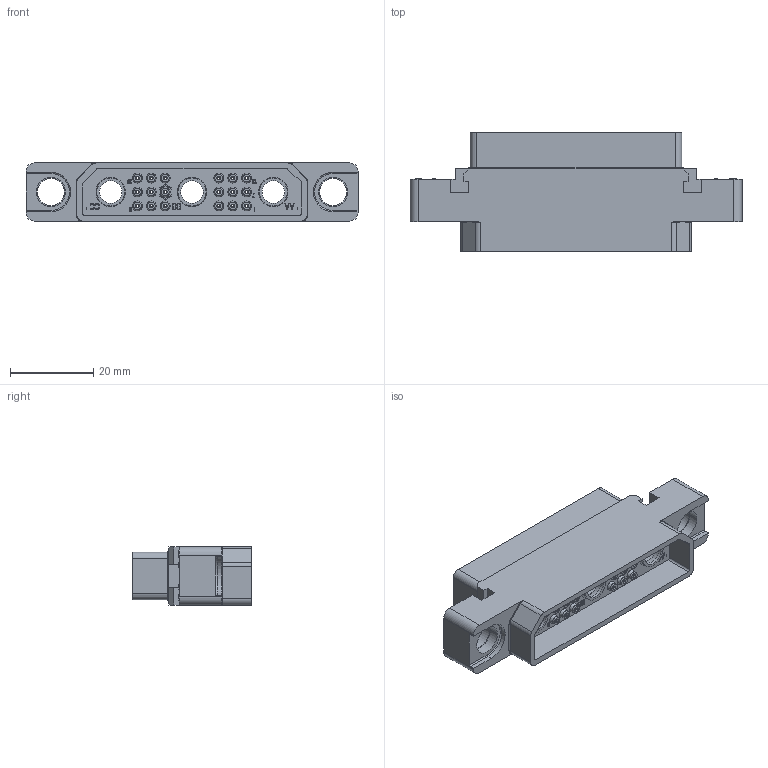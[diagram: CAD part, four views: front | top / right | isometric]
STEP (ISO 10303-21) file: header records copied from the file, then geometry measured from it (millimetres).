
FILE_DESCRIPTION((''),'2;1');
FILE_NAME('1900ND08P1X00C','2019-10-29T',('presta_be4'),(''),'CREO PARAMETRIC BY PTC INC, 2018360','CREO PARAMETRIC BY PTC INC, 2018360','');
FILE_SCHEMA(('CONFIG_CONTROL_DESIGN'));
Products named in the file (1): 1900ND08P1X00C
Bounding box: 80 x 28.65 x 14 mm (x, y, z)
Volume: 12383.4 mm3; surface area: 13351.7 mm2
Topology: 1 solids, 1 shells, 2891 faces, 7084 edges, 4384 vertices
Faces by surface type: plane 1478, cylinder 661, torus 460, cone 292
Entity records: 84593 total; most frequent: DIRECTION 15218, CARTESIAN_POINT 14516, ORIENTED_EDGE 14168, EDGE_CURVE 7084, AXIS2_PLACEMENT_3D 5271, VECTOR 4676, LINE 4676, VERTEX_POINT 4384
